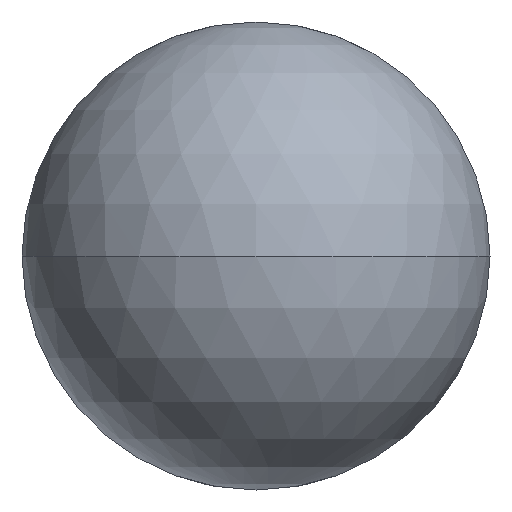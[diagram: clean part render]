
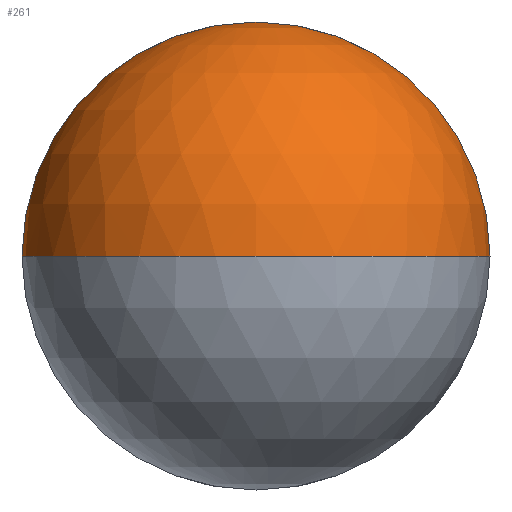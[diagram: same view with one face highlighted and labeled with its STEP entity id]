
A CAD part, front view. The second image highlights one B-rep face of the part: STEP entity #261.
In plain terms, the highlighted spherical face has radius 3.175 mm.
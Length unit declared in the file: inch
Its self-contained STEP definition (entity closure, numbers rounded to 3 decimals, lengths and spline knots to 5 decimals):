
#40 = AXIS2_PLACEMENT_3D ( 'NONE', #133, #295, #267 ) ;
#43 = ORIENTED_EDGE ( 'NONE', *, *, #268, .T. ) ;
#50 = VERTEX_POINT ( 'NONE', #238 ) ;
#58 = AXIS2_PLACEMENT_3D ( 'NONE', #215, #146, #126 ) ;
#60 = CARTESIAN_POINT ( 'NONE',  ( 0., 0.125, 0. ) ) ;
#75 = VERTEX_POINT ( 'NONE', #172 ) ;
#89 = EDGE_CURVE ( 'NONE', #75, #142, #303, .T. ) ;
#92 = DIRECTION ( 'NONE',  ( 0., 0., -1. ) ) ;
#98 = CARTESIAN_POINT ( 'NONE',  ( 0., 0., 0. ) ) ;
#103 = EDGE_LOOP ( 'NONE', ( #43, #285, #109, #284 ) ) ;
#108 = FACE_OUTER_BOUND ( 'NONE', #103, .T. ) ;
#109 = ORIENTED_EDGE ( 'NONE', *, *, #89, .F. ) ;
#126 = DIRECTION ( 'NONE',  ( 1., 0., 0. ) ) ;
#128 = EDGE_CURVE ( 'NONE', #50, #142, #231, .T. ) ;
#133 = CARTESIAN_POINT ( 'NONE',  ( 0., 0.125, 0. ) ) ;
#139 = DIRECTION ( 'NONE',  ( -1., 0., 0. ) ) ;
#142 = VERTEX_POINT ( 'NONE', #98 ) ;
#145 = DIRECTION ( 'NONE',  ( 0., -1., 0. ) ) ;
#146 = DIRECTION ( 'NONE',  ( 0., 0., 1. ) ) ;
#159 = SPHERICAL_SURFACE ( 'NONE', #232, 0.125 ) ;
#172 = CARTESIAN_POINT ( 'NONE',  ( 0.125, 0.125, 0. ) ) ;
#175 = AXIS2_PLACEMENT_3D ( 'NONE', #323, #92, #139 ) ;
#215 = CARTESIAN_POINT ( 'NONE',  ( 0., 0.125, 0. ) ) ;
#222 = CARTESIAN_POINT ( 'NONE',  ( 0., 0.125, 0. ) ) ;
#225 = AXIS2_PLACEMENT_3D ( 'NONE', #60, #145, #305 ) ;
#231 = CIRCLE ( 'NONE', #58, 0.125 ) ;
#232 = AXIS2_PLACEMENT_3D ( 'NONE', #222, #316, #281 ) ;
#238 = CARTESIAN_POINT ( 'NONE',  ( -0.125, 0.125, 0. ) ) ;
#241 = CIRCLE ( 'NONE', #225, 0.125 ) ;
#261 = ADVANCED_FACE ( 'NONE', ( #108 ), #159, .T. ) ;
#267 = DIRECTION ( 'NONE',  ( 0., 0., -1. ) ) ;
#268 = EDGE_CURVE ( 'NONE', #363, #50, #343, .T. ) ;
#281 = DIRECTION ( 'NONE',  ( 1., 0., 0. ) ) ;
#284 = ORIENTED_EDGE ( 'NONE', *, *, #347, .T. ) ;
#285 = ORIENTED_EDGE ( 'NONE', *, *, #128, .T. ) ;
#295 = DIRECTION ( 'NONE',  ( 0., -1., 0. ) ) ;
#302 = CARTESIAN_POINT ( 'NONE',  ( 0., 0.125, 0.125 ) ) ;
#303 = CIRCLE ( 'NONE', #175, 0.125 ) ;
#305 = DIRECTION ( 'NONE',  ( 0., 0., -1. ) ) ;
#316 = DIRECTION ( 'NONE',  ( 0., 0., 1. ) ) ;
#323 = CARTESIAN_POINT ( 'NONE',  ( 0., 0.125, 0. ) ) ;
#343 = CIRCLE ( 'NONE', #40, 0.125 ) ;
#347 = EDGE_CURVE ( 'NONE', #75, #363, #241, .T. ) ;
#363 = VERTEX_POINT ( 'NONE', #302 ) ;
